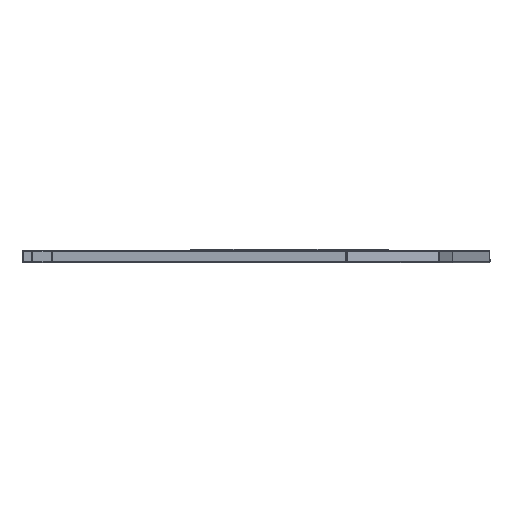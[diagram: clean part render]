
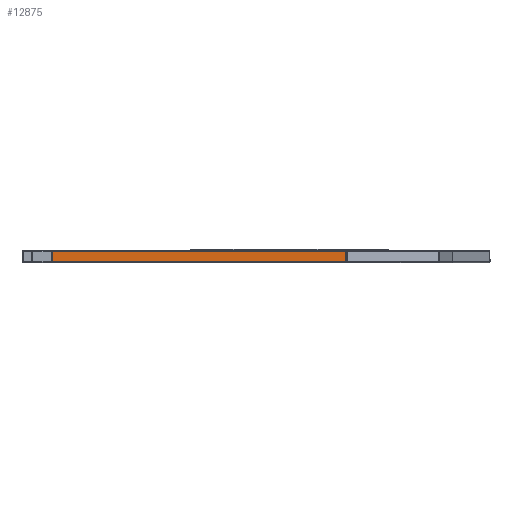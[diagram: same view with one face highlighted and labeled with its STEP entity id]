
A CAD part, left-side view. The second image highlights one B-rep face of the part: STEP entity #12875.
In plain terms, the highlighted planar face has unit normal (-1, 0, 0).
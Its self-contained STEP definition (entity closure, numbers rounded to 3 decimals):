
#1728=FACE_OUTER_BOUND('',#2557,.T.);
#2557=EDGE_LOOP('',(#9896,#9897,#9898,#9899));
#3636=LINE('',#21035,#4774);
#3643=LINE('',#21059,#4781);
#3644=LINE('',#21060,#4782);
#3645=LINE('',#21061,#4783);
#4774=VECTOR('',#16980,10.);
#4781=VECTOR('',#17007,10.);
#4782=VECTOR('',#17008,10.);
#4783=VECTOR('',#17009,10.);
#5976=VERTEX_POINT('',#21030);
#5977=VERTEX_POINT('',#21034);
#5983=VERTEX_POINT('',#21057);
#5984=VERTEX_POINT('',#21058);
#7415=EDGE_CURVE('',#5976,#5977,#3636,.T.);
#7427=EDGE_CURVE('',#5983,#5984,#3643,.T.);
#7428=EDGE_CURVE('',#5977,#5983,#3644,.T.);
#7429=EDGE_CURVE('',#5984,#5976,#3645,.T.);
#9896=ORIENTED_EDGE('',*,*,#7427,.F.);
#9897=ORIENTED_EDGE('',*,*,#7428,.F.);
#9898=ORIENTED_EDGE('',*,*,#7415,.F.);
#9899=ORIENTED_EDGE('',*,*,#7429,.F.);
#12296=PLANE('',#14134);
#12875=ADVANCED_FACE('',(#1728),#12296,.T.);
#14134=AXIS2_PLACEMENT_3D('',#21056,#17005,#17006);
#16980=DIRECTION('',(0.,0.,-1.));
#17005=DIRECTION('center_axis',(-1.,0.,0.));
#17006=DIRECTION('ref_axis',(0.,-1.,0.));
#17007=DIRECTION('',(0.,0.,1.));
#17008=DIRECTION('',(0.,1.,0.));
#17009=DIRECTION('',(0.,-1.,0.));
#21030=CARTESIAN_POINT('',(-142.55,-64.45,13.25));
#21034=CARTESIAN_POINT('',(-142.55,-64.45,10.75));
#21035=CARTESIAN_POINT('',(-142.55,-64.45,12.3));
#21056=CARTESIAN_POINT('Origin',(-142.55,7.55,12.3));
#21057=CARTESIAN_POINT('',(-142.55,7.3,10.75));
#21058=CARTESIAN_POINT('',(-142.55,7.3,13.25));
#21059=CARTESIAN_POINT('',(-142.55,7.3,12.3));
#21060=CARTESIAN_POINT('',(-142.55,-53.625,10.75));
#21061=CARTESIAN_POINT('',(-142.55,-17.5,13.25));
